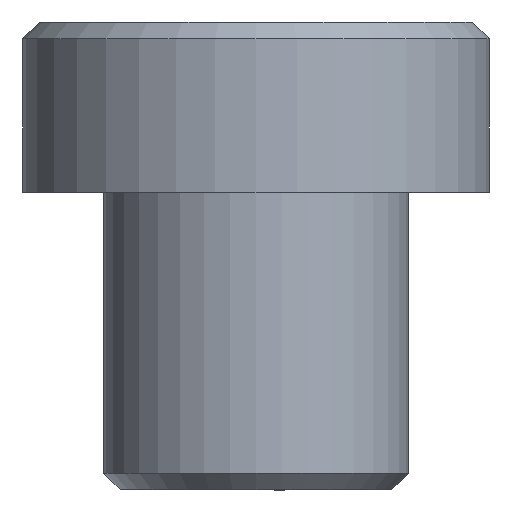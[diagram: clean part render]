
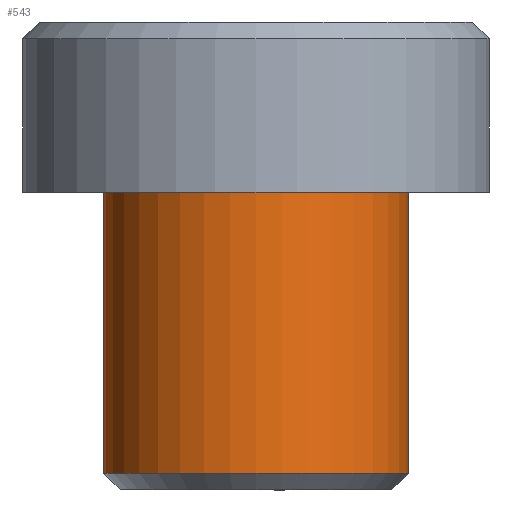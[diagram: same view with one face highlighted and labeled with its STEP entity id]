
A CAD part, front view. The second image highlights one B-rep face of the part: STEP entity #543.
In plain terms, the highlighted cylindrical face has radius 4.553 mm (diameter 9.106 mm), a partial arc.
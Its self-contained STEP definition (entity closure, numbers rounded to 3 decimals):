
#33=CYLINDRICAL_SURFACE('',#622,4.553);
#38=CIRCLE('',#569,4.553);
#66=CIRCLE('',#623,4.553);
#107=FACE_OUTER_BOUND('',#150,.T.);
#150=EDGE_LOOP('',(#476,#477,#478,#479));
#166=LINE('',#838,#206);
#192=LINE('',#947,#232);
#206=VECTOR('',#663,10.);
#232=VECTOR('',#789,10.);
#239=VERTEX_POINT('',#812);
#242=VERTEX_POINT('',#822);
#246=VERTEX_POINT('',#837);
#279=VERTEX_POINT('',#946);
#292=EDGE_CURVE('',#242,#239,#38,.T.);
#296=EDGE_CURVE('',#246,#239,#166,.T.);
#348=EDGE_CURVE('',#279,#242,#192,.T.);
#349=EDGE_CURVE('',#246,#279,#66,.T.);
#476=ORIENTED_EDGE('',*,*,#292,.F.);
#477=ORIENTED_EDGE('',*,*,#348,.F.);
#478=ORIENTED_EDGE('',*,*,#349,.F.);
#479=ORIENTED_EDGE('',*,*,#296,.T.);
#543=ADVANCED_FACE('',(#107),#33,.T.);
#569=AXIS2_PLACEMENT_3D('',#829,#653,#654);
#622=AXIS2_PLACEMENT_3D('',#945,#787,#788);
#623=AXIS2_PLACEMENT_3D('',#948,#790,#791);
#653=DIRECTION('center_axis',(0.,0.,
-1.));
#654=DIRECTION('ref_axis',(-1.,0.,0.));
#663=DIRECTION('',(0.,0.,-1.));
#787=DIRECTION('center_axis',(0.,0.,-1.));
#788=DIRECTION('ref_axis',(-1.,0.,0.));
#789=DIRECTION('',(0.,0.,-1.));
#790=DIRECTION('center_axis',(0.,0.,
1.));
#791=DIRECTION('ref_axis',(-1.,0.,0.));
#812=CARTESIAN_POINT('',(-12.935,333.285,2.216));
#822=CARTESIAN_POINT('',(-3.829,333.285,2.216));
#829=CARTESIAN_POINT('Origin',(-8.382,333.285,2.216));
#837=CARTESIAN_POINT('',(-12.935,333.285,10.606));
#838=CARTESIAN_POINT('',(-12.935,333.285,10.606));
#945=CARTESIAN_POINT('Origin',(-8.382,333.285,10.606));
#946=CARTESIAN_POINT('',(-3.829,333.285,10.606));
#947=CARTESIAN_POINT('',(-3.829,333.285,10.606));
#948=CARTESIAN_POINT('Origin',(-8.382,333.285,10.606));
